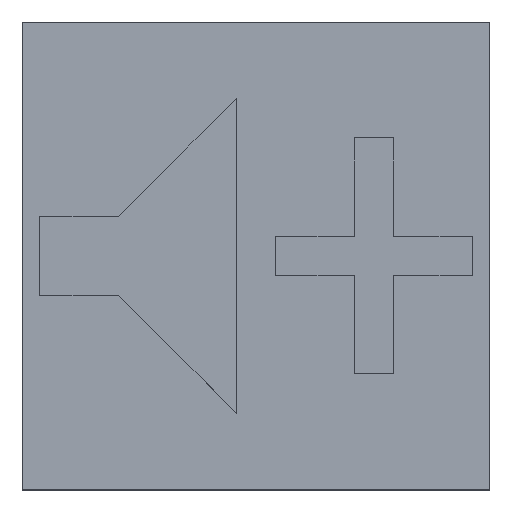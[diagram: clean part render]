
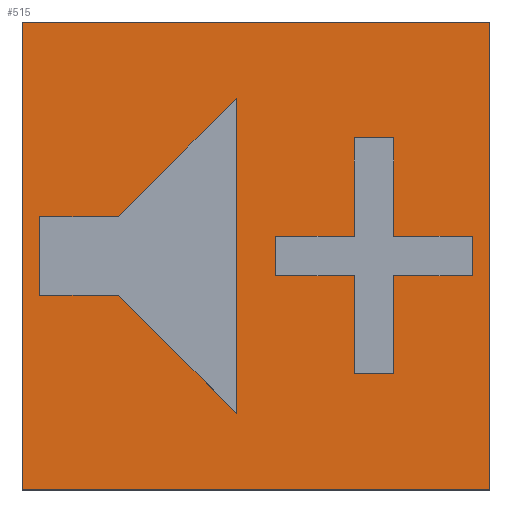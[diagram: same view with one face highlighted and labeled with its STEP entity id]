
A CAD part, top view. The second image highlights one B-rep face of the part: STEP entity #515.
In plain terms, the highlighted planar face has unit normal (0, 0, 1).
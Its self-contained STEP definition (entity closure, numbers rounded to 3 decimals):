
#14=FACE_BOUND('',#67,.T.);
#15=FACE_BOUND('',#68,.T.);
#40=FACE_OUTER_BOUND('',#66,.T.);
#66=EDGE_LOOP('',(#418,#419,#420,#421));
#67=EDGE_LOOP('',(#422,#423,#424,#425,#426,#427,#428,#429,#430,#431,#432,
#433));
#68=EDGE_LOOP('',(#434,#435,#436,#437,#438,#439));
#70=LINE('',#681,#136);
#74=LINE('',#689,#140);
#77=LINE('',#695,#143);
#80=LINE('',#701,#146);
#83=LINE('',#707,#149);
#86=LINE('',#713,#152);
#89=LINE('',#719,#155);
#92=LINE('',#725,#158);
#95=LINE('',#731,#161);
#98=LINE('',#737,#164);
#101=LINE('',#743,#167);
#104=LINE('',#748,#170);
#106=LINE('',#754,#172);
#110=LINE('',#762,#176);
#113=LINE('',#768,#179);
#116=LINE('',#774,#182);
#119=LINE('',#780,#185);
#122=LINE('',#785,#188);
#124=LINE('',#791,#190);
#128=LINE('',#799,#194);
#131=LINE('',#805,#197);
#134=LINE('',#810,#200);
#136=VECTOR('',#561,10.);
#140=VECTOR('',#567,10.);
#143=VECTOR('',#572,10.);
#146=VECTOR('',#577,10.);
#149=VECTOR('',#582,10.);
#152=VECTOR('',#587,10.);
#155=VECTOR('',#592,10.);
#158=VECTOR('',#597,10.);
#161=VECTOR('',#602,10.);
#164=VECTOR('',#607,10.);
#167=VECTOR('',#612,10.);
#170=VECTOR('',#617,10.);
#172=VECTOR('',#623,10.);
#176=VECTOR('',#629,10.);
#179=VECTOR('',#634,10.);
#182=VECTOR('',#639,10.);
#185=VECTOR('',#644,10.);
#188=VECTOR('',#649,10.);
#190=VECTOR('',#655,10.);
#194=VECTOR('',#661,10.);
#197=VECTOR('',#666,10.);
#200=VECTOR('',#671,10.);
#202=VERTEX_POINT('',#679);
#203=VERTEX_POINT('',#680);
#206=VERTEX_POINT('',#688);
#208=VERTEX_POINT('',#694);
#210=VERTEX_POINT('',#700);
#212=VERTEX_POINT('',#706);
#214=VERTEX_POINT('',#712);
#216=VERTEX_POINT('',#718);
#218=VERTEX_POINT('',#724);
#220=VERTEX_POINT('',#730);
#222=VERTEX_POINT('',#736);
#224=VERTEX_POINT('',#742);
#226=VERTEX_POINT('',#752);
#227=VERTEX_POINT('',#753);
#230=VERTEX_POINT('',#761);
#232=VERTEX_POINT('',#767);
#234=VERTEX_POINT('',#773);
#236=VERTEX_POINT('',#779);
#238=VERTEX_POINT('',#789);
#239=VERTEX_POINT('',#790);
#242=VERTEX_POINT('',#798);
#244=VERTEX_POINT('',#804);
#246=EDGE_CURVE('',#202,#203,#70,.T.);
#250=EDGE_CURVE('',#203,#206,#74,.T.);
#253=EDGE_CURVE('',#206,#208,#77,.T.);
#256=EDGE_CURVE('',#208,#210,#80,.T.);
#259=EDGE_CURVE('',#210,#212,#83,.T.);
#262=EDGE_CURVE('',#212,#214,#86,.T.);
#265=EDGE_CURVE('',#214,#216,#89,.T.);
#268=EDGE_CURVE('',#216,#218,#92,.T.);
#271=EDGE_CURVE('',#218,#220,#95,.T.);
#274=EDGE_CURVE('',#220,#222,#98,.T.);
#277=EDGE_CURVE('',#222,#224,#101,.T.);
#280=EDGE_CURVE('',#224,#202,#104,.T.);
#282=EDGE_CURVE('',#226,#227,#106,.T.);
#286=EDGE_CURVE('',#227,#230,#110,.T.);
#289=EDGE_CURVE('',#230,#232,#113,.T.);
#292=EDGE_CURVE('',#232,#234,#116,.T.);
#295=EDGE_CURVE('',#234,#236,#119,.T.);
#298=EDGE_CURVE('',#236,#226,#122,.T.);
#300=EDGE_CURVE('',#238,#239,#124,.T.);
#304=EDGE_CURVE('',#242,#238,#128,.T.);
#307=EDGE_CURVE('',#244,#242,#131,.T.);
#310=EDGE_CURVE('',#239,#244,#134,.T.);
#418=ORIENTED_EDGE('',*,*,#310,.F.);
#419=ORIENTED_EDGE('',*,*,#300,.F.);
#420=ORIENTED_EDGE('',*,*,#304,.F.);
#421=ORIENTED_EDGE('',*,*,#307,.F.);
#422=ORIENTED_EDGE('',*,*,#246,.T.);
#423=ORIENTED_EDGE('',*,*,#250,.T.);
#424=ORIENTED_EDGE('',*,*,#253,.T.);
#425=ORIENTED_EDGE('',*,*,#256,.T.);
#426=ORIENTED_EDGE('',*,*,#259,.T.);
#427=ORIENTED_EDGE('',*,*,#262,.T.);
#428=ORIENTED_EDGE('',*,*,#265,.T.);
#429=ORIENTED_EDGE('',*,*,#268,.T.);
#430=ORIENTED_EDGE('',*,*,#271,.T.);
#431=ORIENTED_EDGE('',*,*,#274,.T.);
#432=ORIENTED_EDGE('',*,*,#277,.T.);
#433=ORIENTED_EDGE('',*,*,#280,.T.);
#434=ORIENTED_EDGE('',*,*,#282,.T.);
#435=ORIENTED_EDGE('',*,*,#286,.T.);
#436=ORIENTED_EDGE('',*,*,#289,.T.);
#437=ORIENTED_EDGE('',*,*,#292,.T.);
#438=ORIENTED_EDGE('',*,*,#295,.T.);
#439=ORIENTED_EDGE('',*,*,#298,.T.);
#468=PLANE('',#555);
#515=ADVANCED_FACE('',(#40,#14,#15),#468,.T.);
#555=AXIS2_PLACEMENT_3D('',#812,#673,#674);
#561=DIRECTION('',(1.,0.,0.));
#567=DIRECTION('',(0.,1.,0.));
#572=DIRECTION('',(1.,0.,0.));
#577=DIRECTION('',(0.,-1.,0.));
#582=DIRECTION('',(1.,0.,0.));
#587=DIRECTION('',(0.,-1.,0.));
#592=DIRECTION('',(-1.,0.,0.));
#597=DIRECTION('',(0.,-1.,0.));
#602=DIRECTION('',(-1.,0.,0.));
#607=DIRECTION('',(0.,1.,0.));
#612=DIRECTION('',(-1.,0.,0.));
#617=DIRECTION('',(0.,1.,0.));
#623=DIRECTION('',(-0.707,0.707,0.));
#629=DIRECTION('',(-1.,0.,0.));
#634=DIRECTION('',(0.,1.,0.));
#639=DIRECTION('',(1.,0.,0.));
#644=DIRECTION('',(0.707,0.707,0.));
#649=DIRECTION('',(0.,-1.,0.));
#655=DIRECTION('',(0.,1.,0.));
#661=DIRECTION('',(-1.,0.,0.));
#666=DIRECTION('',(0.,-1.,0.));
#671=DIRECTION('',(1.,0.,0.));
#673=DIRECTION('center_axis',(0.,0.,1.));
#674=DIRECTION('ref_axis',(1.,0.,0.));
#679=CARTESIAN_POINT('',(0.5,0.5,0.));
#680=CARTESIAN_POINT('',(2.5,0.5,0.));
#681=CARTESIAN_POINT('',(1.25,0.5,0.));
#688=CARTESIAN_POINT('',(2.5,3.,0.));
#689=CARTESIAN_POINT('',(2.5,1.5,0.));
#694=CARTESIAN_POINT('',(3.5,3.,0.));
#695=CARTESIAN_POINT('',(1.75,3.,0.));
#700=CARTESIAN_POINT('',(3.5,0.5,0.));
#701=CARTESIAN_POINT('',(3.5,0.25,0.));
#706=CARTESIAN_POINT('',(5.5,0.5,0.));
#707=CARTESIAN_POINT('',(2.75,0.5,0.));
#712=CARTESIAN_POINT('',(5.5,-0.5,0.));
#713=CARTESIAN_POINT('',(5.5,-0.25,0.));
#718=CARTESIAN_POINT('',(3.5,-0.5,0.));
#719=CARTESIAN_POINT('',(1.75,-0.5,0.));
#724=CARTESIAN_POINT('',(3.5,-3.,0.));
#725=CARTESIAN_POINT('',(3.5,-1.5,0.));
#730=CARTESIAN_POINT('',(2.5,-3.,0.));
#731=CARTESIAN_POINT('',(1.25,-3.,0.));
#736=CARTESIAN_POINT('',(2.5,-0.5,0.));
#737=CARTESIAN_POINT('',(2.5,-0.25,0.));
#742=CARTESIAN_POINT('',(0.5,-0.5,0.));
#743=CARTESIAN_POINT('',(0.25,-0.5,0.));
#748=CARTESIAN_POINT('',(0.5,0.25,0.));
#752=CARTESIAN_POINT('',(-0.5,-4.,0.));
#753=CARTESIAN_POINT('',(-3.5,-1.,0.));
#754=CARTESIAN_POINT('',(-2.875,-1.625,0.));
#761=CARTESIAN_POINT('',(-5.5,-1.,0.));
#762=CARTESIAN_POINT('',(-2.75,-1.,0.));
#767=CARTESIAN_POINT('',(-5.5,1.,0.));
#768=CARTESIAN_POINT('',(-5.5,0.5,0.));
#773=CARTESIAN_POINT('',(-3.5,1.,0.));
#774=CARTESIAN_POINT('',(-1.75,1.,0.));
#779=CARTESIAN_POINT('',(-0.5,4.,0.));
#780=CARTESIAN_POINT('',(-1.375,3.125,0.));
#785=CARTESIAN_POINT('',(-0.5,-2.,0.));
#789=CARTESIAN_POINT('',(-5.95,-5.95,0.));
#790=CARTESIAN_POINT('',(-5.95,5.95,0.));
#791=CARTESIAN_POINT('',(-5.95,-5.95,0.));
#798=CARTESIAN_POINT('',(5.95,-5.95,0.));
#799=CARTESIAN_POINT('',(5.95,-5.95,0.));
#804=CARTESIAN_POINT('',(5.95,5.95,0.));
#805=CARTESIAN_POINT('',(5.95,5.95,0.));
#810=CARTESIAN_POINT('',(-5.95,5.95,0.));
#812=CARTESIAN_POINT('Origin',(0.,0.,0.));
